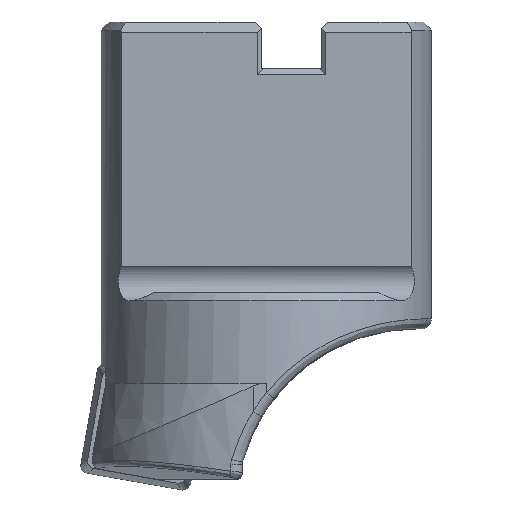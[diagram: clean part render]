
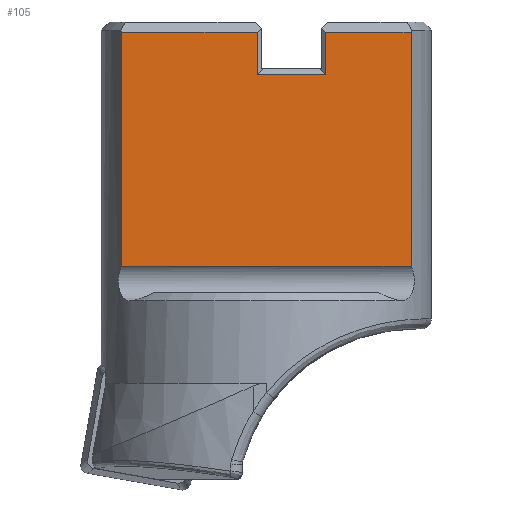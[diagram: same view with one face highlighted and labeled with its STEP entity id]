
A CAD part, front view. The second image highlights one B-rep face of the part: STEP entity #105.
In plain terms, the highlighted planar face has unit normal (0, -1, 0).
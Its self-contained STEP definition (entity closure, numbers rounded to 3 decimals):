
#63=PLANE('',#1291);
#105=ADVANCED_FACE('',(#183),#63,.F.);
#183=FACE_OUTER_BOUND('',#249,.T.);
#249=EDGE_LOOP('',(#623,#624,#625,#626,#627,#628,#629,#630));
#348=LINE('',#1685,#456);
#349=LINE('',#1765,#457);
#372=LINE('',#1900,#480);
#373=LINE('',#1902,#481);
#374=LINE('',#1904,#482);
#375=LINE('',#1906,#483);
#376=LINE('',#1908,#484);
#377=LINE('',#1909,#485);
#456=VECTOR('',#1384,1.);
#457=VECTOR('',#1387,1.);
#480=VECTOR('',#1430,1.);
#481=VECTOR('',#1431,1.);
#482=VECTOR('',#1432,1.);
#483=VECTOR('',#1433,1.);
#484=VECTOR('',#1434,1.);
#485=VECTOR('',#1435,1.);
#623=ORIENTED_EDGE('',*,*,#1055,.T.);
#624=ORIENTED_EDGE('',*,*,#1093,.T.);
#625=ORIENTED_EDGE('',*,*,#1094,.F.);
#626=ORIENTED_EDGE('',*,*,#1095,.F.);
#627=ORIENTED_EDGE('',*,*,#1096,.F.);
#628=ORIENTED_EDGE('',*,*,#1097,.T.);
#629=ORIENTED_EDGE('',*,*,#1059,.F.);
#630=ORIENTED_EDGE('',*,*,#1098,.T.);
#938=VERTEX_POINT('',#1684);
#939=VERTEX_POINT('',#1686);
#942=VERTEX_POINT('',#1764);
#943=VERTEX_POINT('',#1766);
#973=VERTEX_POINT('',#1901);
#974=VERTEX_POINT('',#1903);
#975=VERTEX_POINT('',#1905);
#976=VERTEX_POINT('',#1907);
#1055=EDGE_CURVE('',#939,#938,#348,.T.);
#1059=EDGE_CURVE('',#942,#943,#349,.T.);
#1093=EDGE_CURVE('',#938,#973,#372,.T.);
#1094=EDGE_CURVE('',#974,#973,#373,.T.);
#1095=EDGE_CURVE('',#975,#974,#374,.T.);
#1096=EDGE_CURVE('',#976,#975,#375,.T.);
#1097=EDGE_CURVE('',#976,#943,#376,.T.);
#1098=EDGE_CURVE('',#942,#939,#377,.T.);
#1291=AXIS2_PLACEMENT_3D('',#1910,#1436,#1437);
#1384=DIRECTION('',(0.,0.,1.));
#1387=DIRECTION('',(0.,0.,1.));
#1430=DIRECTION('',(-1.,0.,0.));
#1431=DIRECTION('',(0.,0.,1.));
#1432=DIRECTION('',(1.,0.,0.));
#1433=DIRECTION('',(0.,0.,-1.));
#1434=DIRECTION('',(-1.,0.,0.));
#1435=DIRECTION('',(1.,0.,0.));
#1436=DIRECTION('',(0.,1.,0.));
#1437=DIRECTION('',(0.,0.,1.));
#1684=CARTESIAN_POINT('',(5.965,0.,-0.5));
#1685=CARTESIAN_POINT('',(5.965,0.,-0.5));
#1686=CARTESIAN_POINT('',(5.965,0.,-12.186));
#1764=CARTESIAN_POINT('',(-8.465,0.,-12.186));
#1765=CARTESIAN_POINT('',(-8.465,0.,-0.5));
#1766=CARTESIAN_POINT('',(-8.465,0.,-0.5));
#1900=CARTESIAN_POINT('',(8.7,0.,-0.5));
#1901=CARTESIAN_POINT('',(1.7,0.,-0.5));
#1902=CARTESIAN_POINT('',(1.7,0.,-2.6));
#1903=CARTESIAN_POINT('',(1.7,0.,-2.6));
#1904=CARTESIAN_POINT('',(-1.7,0.,-2.6));
#1905=CARTESIAN_POINT('',(-1.7,0.,-2.6));
#1906=CARTESIAN_POINT('',(-1.7,0.,-0.5));
#1907=CARTESIAN_POINT('',(-1.7,0.,-0.5));
#1908=CARTESIAN_POINT('',(8.7,0.,-0.5));
#1909=CARTESIAN_POINT('',(-8.465,0.,-12.186));
#1910=CARTESIAN_POINT('',(8.7,0.,-13.5));
